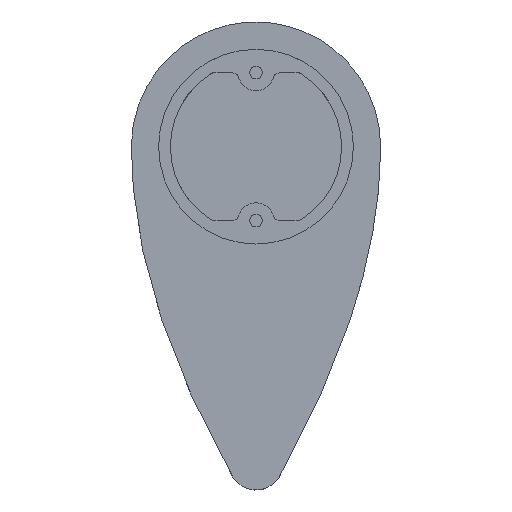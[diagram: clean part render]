
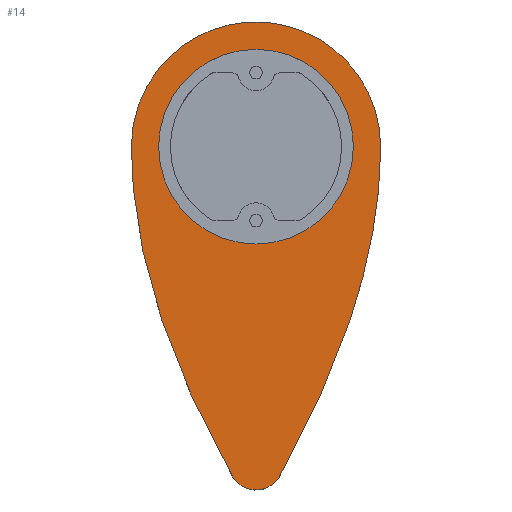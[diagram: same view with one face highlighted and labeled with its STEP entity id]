
A CAD part, top view. The second image highlights one B-rep face of the part: STEP entity #14.
In plain terms, the highlighted planar face has unit normal (0, 0, 1).
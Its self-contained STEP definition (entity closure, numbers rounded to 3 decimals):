
#14=ADVANCED_FACE('',(#61,#57),#676,.T.);
#57=FACE_BOUND('',#105,.T.);
#61=FACE_OUTER_BOUND('',#104,.T.);
#104=EDGE_LOOP('',(#151,#152));
#105=EDGE_LOOP('',(#153,#154));
#151=ORIENTED_EDGE('',*,*,#443,.F.);
#152=ORIENTED_EDGE('',*,*,#396,.F.);
#153=ORIENTED_EDGE('',*,*,#347,.T.);
#154=ORIENTED_EDGE('',*,*,#434,.T.);
#347=EDGE_CURVE('',#587,#639,#500,.T.);
#396=EDGE_CURVE('',#586,#645,#480,.T.);
#434=EDGE_CURVE('',#639,#587,#537,.T.);
#443=EDGE_CURVE('',#645,#586,#498,.T.);
#480=(
BOUNDED_CURVE()
B_SPLINE_CURVE(3,(#1327,#1328,#1329,#1330,#1331,#1332,#1333,#1334,#1335,
#1336,#1337,#1338,#1339,#1340,#1341,#1342,#1343),.UNSPECIFIED.,.F.,.F.)
B_SPLINE_CURVE_WITH_KNOTS((4,1,1,1,1,1,1,1,3,3,4),(0.,6.661,
20.331,33.37,45.789,57.709,67.492,
78.559,89.299,111.11,136.228),
 .UNSPECIFIED.)
CURVE()
GEOMETRIC_REPRESENTATION_ITEM()
RATIONAL_B_SPLINE_CURVE((1.,1.,1.,1.,1.,1.,1.,1.,1.,1.,1.,0.949,
0.949,1.,0.949,0.949,1.))
REPRESENTATION_ITEM('')
);
#498=(
BOUNDED_CURVE()
B_SPLINE_CURVE(3,(#1484,#1485,#1486,#1487,#1488,#1489,#1490,#1491,#1492,
#1493,#1494,#1495,#1496,#1497,#1498,#1499,#1500,#1501,#1502,#1503,#1504,
#1505,#1506,#1507,#1508),.UNSPECIFIED.,.F.,.F.)
B_SPLINE_CURVE_WITH_KNOTS((4,3,3,1,1,1,1,1,1,1,1,1,3,3,4),(136.228,
161.347,183.158,193.898,204.965,214.748,
226.668,232.804,239.087,245.545,252.126,
265.796,272.457,284.258,296.059),
 .UNSPECIFIED.)
CURVE()
GEOMETRIC_REPRESENTATION_ITEM()
RATIONAL_B_SPLINE_CURVE((1.,0.949,0.949,1.,0.949,
0.949,1.,1.,1.,1.,1.,1.,1.,1.,1.,1.,1.,1.,1.,0.908,
0.908,1.,0.908,0.908,1.))
REPRESENTATION_ITEM('')
);
#500=TRIMMED_CURVE($,#543,(#1208),(#1209),.T.,.CARTESIAN.);
#537=TRIMMED_CURVE($,#580,(#1461),(#1462),.T.,.CARTESIAN.);
#543=CIRCLE('',#817,24.982);
#580=CIRCLE('',#854,24.982);
#586=VERTEX_POINT('',#1146);
#587=VERTEX_POINT('',#1147);
#639=VERTEX_POINT('',#1199);
#645=VERTEX_POINT('',#1205);
#676=PLANE('',#778);
#778=AXIS2_PLACEMENT_3D('',#991,#863,$);
#817=AXIS2_PLACEMENT_3D($,#1207,#902,#903);
#854=AXIS2_PLACEMENT_3D($,#1460,#976,#977);
#863=DIRECTION('',(0.,0.,1.));
#902=DIRECTION('',(0.,0.,-1.));
#903=DIRECTION('',(-1.,0.,0.));
#976=DIRECTION('',(0.,0.,-1.));
#977=DIRECTION('',(1.,0.,0.));
#991=CARTESIAN_POINT('',(-409.971,39.075,12.));
#1146=CARTESIAN_POINT('',(-456.06,57.668,12.));
#1147=CARTESIAN_POINT('',(-474.93,142.145,12.));
#1199=CARTESIAN_POINT('',(-424.967,142.145,12.));
#1205=CARTESIAN_POINT('',(-449.949,174.126,12.));
#1207=CARTESIAN_POINT('',(-449.949,142.145,12.));
#1208=CARTESIAN_POINT('',(-474.93,142.145,12.));
#1209=CARTESIAN_POINT('',(-424.967,142.145,12.));
#1327=CARTESIAN_POINT('',(-456.06,57.668,12.));
#1328=CARTESIAN_POINT('',(-457.143,59.607,12.));
#1329=CARTESIAN_POINT('',(-460.382,65.56,12.));
#1330=CARTESIAN_POINT('',(-465.345,75.518,12.));
#1331=CARTESIAN_POINT('',(-470.515,87.499,12.));
#1332=CARTESIAN_POINT('',(-474.75,99.223,12.));
#1333=CARTESIAN_POINT('',(-477.885,110.164,12.));
#1334=CARTESIAN_POINT('',(-480.161,120.854,12.));
#1335=CARTESIAN_POINT('',(-481.583,131.296,12.));
#1336=CARTESIAN_POINT('',(-481.93,138.565,12.));
#1337=CARTESIAN_POINT('',(-481.93,142.145,12.));
#1338=CARTESIAN_POINT('',(-481.93,150.74,12.));
#1339=CARTESIAN_POINT('',(-478.641,158.681,12.));
#1340=CARTESIAN_POINT('',(-472.563,164.759,12.));
#1341=CARTESIAN_POINT('',(-466.485,170.837,12.));
#1342=CARTESIAN_POINT('',(-458.544,174.126,12.));
#1343=CARTESIAN_POINT('',(-449.949,174.126,12.));
#1460=CARTESIAN_POINT('',(-449.949,142.145,12.));
#1461=CARTESIAN_POINT('',(-424.967,142.145,12.));
#1462=CARTESIAN_POINT('',(-474.93,142.145,12.));
#1484=CARTESIAN_POINT('',(-449.949,174.126,12.));
#1485=CARTESIAN_POINT('',(-441.353,174.126,12.));
#1486=CARTESIAN_POINT('',(-433.412,170.837,12.));
#1487=CARTESIAN_POINT('',(-427.334,164.759,12.));
#1488=CARTESIAN_POINT('',(-421.256,158.681,12.));
#1489=CARTESIAN_POINT('',(-417.967,150.74,12.));
#1490=CARTESIAN_POINT('',(-417.967,142.145,12.));
#1491=CARTESIAN_POINT('',(-417.967,138.565,12.));
#1492=CARTESIAN_POINT('',(-418.314,131.296,12.));
#1493=CARTESIAN_POINT('',(-419.736,120.854,12.));
#1494=CARTESIAN_POINT('',(-422.013,110.164,12.));
#1495=CARTESIAN_POINT('',(-424.57,101.238,12.));
#1496=CARTESIAN_POINT('',(-427.193,93.559,12.));
#1497=CARTESIAN_POINT('',(-429.417,87.672,12.));
#1498=CARTESIAN_POINT('',(-431.876,81.719,12.));
#1499=CARTESIAN_POINT('',(-435.513,73.591,12.));
#1500=CARTESIAN_POINT('',(-439.516,65.56,12.));
#1501=CARTESIAN_POINT('',(-442.754,59.607,12.));
#1502=CARTESIAN_POINT('',(-443.837,57.668,12.));
#1503=CARTESIAN_POINT('',(-445.105,55.397,12.));
#1504=CARTESIAN_POINT('',(-447.348,54.081,12.));
#1505=CARTESIAN_POINT('',(-449.949,54.081,12.));
#1506=CARTESIAN_POINT('',(-452.549,54.081,12.));
#1507=CARTESIAN_POINT('',(-454.793,55.397,12.));
#1508=CARTESIAN_POINT('',(-456.06,57.668,12.));
